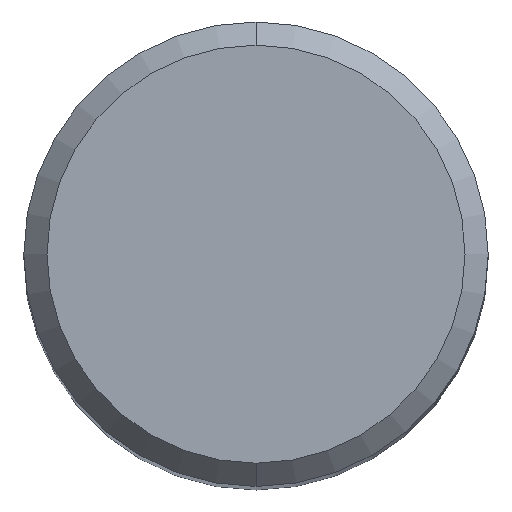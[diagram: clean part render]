
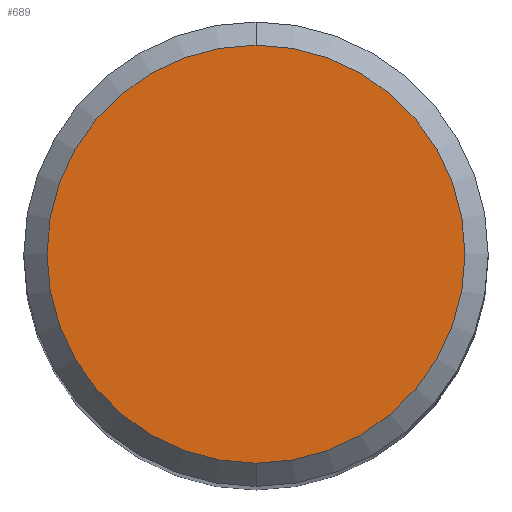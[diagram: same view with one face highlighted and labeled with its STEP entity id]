
A CAD part, top view. The second image highlights one B-rep face of the part: STEP entity #689.
In plain terms, the highlighted planar face has unit normal (0, 0, 1).
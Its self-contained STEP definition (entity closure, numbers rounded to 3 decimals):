
#361=EDGE_CURVE('',#637,#595,#976,.T.);
#497=EDGE_CURVE('',#595,#637,#1126,.T.);
#595=VERTEX_POINT('',#1232);
#637=VERTEX_POINT('',#1275);
#689=ADVANCED_FACE('',(#1331),#1332,.T.);
#976=CIRCLE('',#1694,5.4);
#1126=CIRCLE('',#3206,5.4);
#1232=CARTESIAN_POINT('',(0.0,5.4,0.0));
#1275=CARTESIAN_POINT('',(0.,-5.4,0.0));
#1331=FACE_OUTER_BOUND('',#4418,.T.);
#1332=PLANE('',#4419);
#1694=AXIS2_PLACEMENT_3D('',#5852,#5853,#5854);
#3206=AXIS2_PLACEMENT_3D('',#6016,#6017,#6018);
#4418=EDGE_LOOP('',(#6179,#6180));
#4419=AXIS2_PLACEMENT_3D('',#6181,#6182,#6183);
#5852=CARTESIAN_POINT('',(0.0,0.0,0.0));
#5853=DIRECTION('',(0.0,0.0,-1.0));
#5854=DIRECTION('',(0.0,1.0,0.0));
#6016=CARTESIAN_POINT('',(0.0,0.0,0.0));
#6017=DIRECTION('',(0.0,0.0,-1.0));
#6018=DIRECTION('',(0.0,1.0,0.0));
#6179=ORIENTED_EDGE('',*,*,#497,.F.);
#6180=ORIENTED_EDGE('',*,*,#361,.F.);
#6181=CARTESIAN_POINT('',(0.0,2.7,0.0));
#6182=DIRECTION('',(-0.0,0.0,1.0));
#6183=DIRECTION('',(0.0,-1.0,0.0));
